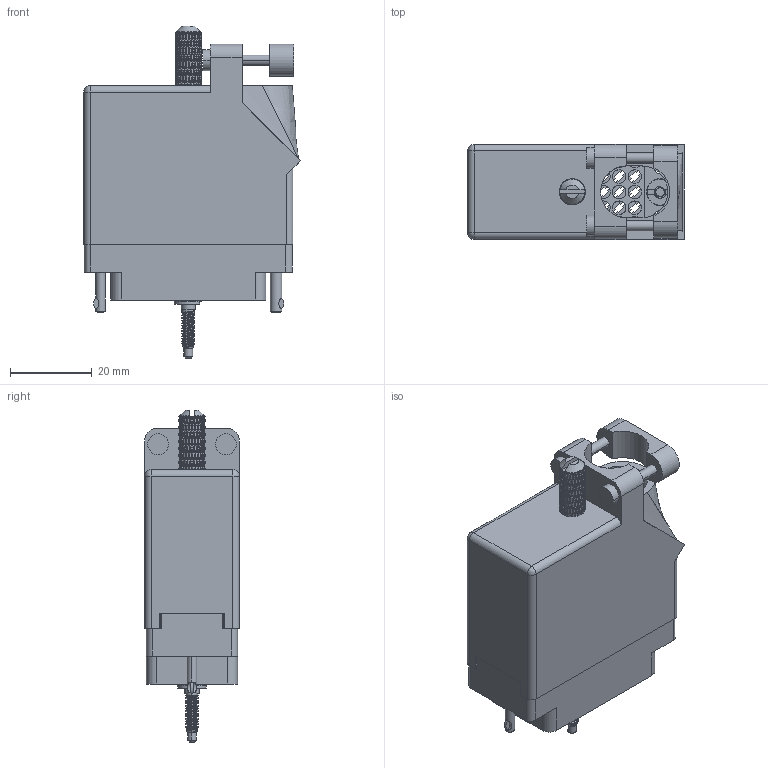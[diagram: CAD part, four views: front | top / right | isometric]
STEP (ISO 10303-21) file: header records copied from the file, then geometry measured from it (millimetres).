
FILE_DESCRIPTION (( 'STEP AP203' ), '1' );
FILE_NAME ('519-036-000-311.STEP', '2020-03-02T21:18:52', ( '' ), ( '' ), 'SwSTEP 2.0', 'SolidWorks 2016', '' );
FILE_SCHEMA (( 'CONFIG_CONTROL_DESIGN' ));
Length unit declared in the file: inch
Products named in the file (11): 516-253-138-107; 516-222-038-102_039; 516-252-021-102_038; 516-253-035-100; 516-250-038-111; 519-036-000-311; Actuating Screw Assy 038-056; 519 Plug Insulator_036; 516-230-001_Plastic - 038 Top Entry; 516-222-038-102_038; 516-251-035-100
Assembly tree (12 placements, depth 3):
  519-036-000-311
    519 Plug Insulator_036
    Actuating Screw Assy 038-056
      516-251-035-100
      516-253-035-100  x2
      516-253-138-107
      516-250-038-111
    516-252-021-102_038  x2
    516-222-038-102_038
    516-222-038-102_039
    516-230-001_Plastic - 038 Top Entry
Bounding box: 52.85 x 23.11 x 81.03 mm (x, y, z)
Volume: 22063.3 mm3; surface area: 28207.3 mm2
Topology: 11 solids, 11 shells, 2510 faces, 6161 edges, 3700 vertices
Faces by surface type: bspline 1045, plane 772, cylinder 633, cone 54, torus 4, sphere 2
Entity records: 107027 total; most frequent: CARTESIAN_POINT 59235, ORIENTED_EDGE 12114, DIRECTION 7093, EDGE_CURVE 6057, VERTEX_POINT 3632, EDGE_LOOP 2601, FACE_OUTER_BOUND 2473, ADVANCED_FACE 2473
